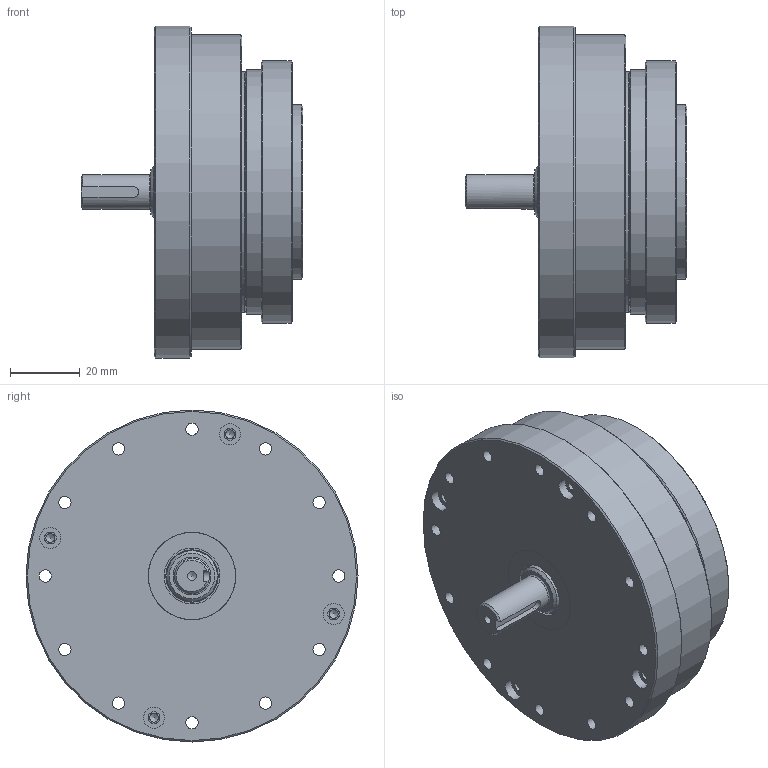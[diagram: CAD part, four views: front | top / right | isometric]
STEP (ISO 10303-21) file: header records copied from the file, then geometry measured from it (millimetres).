
FILE_DESCRIPTION(/* description */ ('STEP AP242','CAx-IF Rec.Pracs.---Representation and Presentation of Product Manufacturing Information (PMI)---4.0---2014-10-13','CAx-IF Rec.Pracs.---3D Tessellated Geometry---0.4---2014-09-14','2;1'),/* implementation_level */ '2;1');
FILE_NAME(/* name */ '6887765bbc425d248bb64bef',/* time_stamp */ '2025-07-28T13:08:44Z',/* author */ (''),/* organization */ (''),/* preprocessor_version */ 'ST-DEVELOPER v20',/* originating_system */ 'ONSHAPE BY PTC INC, 1.201',/* authorisation */ ' ');
FILE_SCHEMA (('AP242_MANAGED_MODEL_BASED_3D_ENGINEERING_MIM_LF { 1 0 10303 442 1 1 4 }'));
Length unit declared in the file: metre
Products named in the file (60): HS-20-IV; ?????619?8-2RS]_??; ??????61902-2RS]_??; ????25??15?5; O????-?55X?0.8_??; hexagon socket head cap screws gb_GB_FASTENER_SCREWS_HSHCS M3X8-N; circlips for shaft--type a large gb_GB_CONNECTING_PIECE_RING_RRA 15; ??2; ??????B?-28_??; ???; ??1; O????-?75X?18; ????????20-120 <1>; ????-STXB-20120-01; 20-120??????_?? <1>; 20-120??; 20????; ????-STRU-20-90-175X?90-V0 <1>; ????-??-?5; ??????-20-90-V0; ????-??-STRU-20-90-?175-V0; ??????-20-90-??-V0; ????-??-STRU-20-90; 20??; hexagon socket head cap screws gb_GB_FASTENER_SCREWS_HSHCS M2.5X8-C; ????-??-STRU-20-90-?175
Assembly tree (132 placements, depth 4):
  HS-20-IV
    ?????619?8-2RS]_??
    ?????619?8-2RS]_??
    ??????61902-2RS]_??
    ??????61902-2RS]_??
    ??????61902-2RS]_??
    ??????61902-2RS]_??
    ??????61902-2RS]_??
    ?????619?8-2RS]_??
    ????25??15?5
    ?????619?8-2RS]_??
    O????-?55X?0.8_??
    ?????619?8-2RS]_??
    ??????61902-2RS]_??
    hexagon socket head cap screws gb_GB_FASTENER_SCREWS_HSHCS M3X8-N  x4
    ??????61902-2RS]_??
    ??????61902-2RS]_??
    ??????61902-2RS]_??
    ??????61902-2RS]_??
    ??????61902-2RS]_??
    ??????61902-2RS]_??
    ??????61902-2RS]_??
    circlips for shaft--type a large gb_GB_CONNECTING_PIECE_RING_RRA 15
    ??????61902-2RS]_??
    ?????619?8-2RS]_??
    ??2
    ?????619?8-2RS]_??
    ?????619?8-2RS]_??
    ?????619?8-2RS]_??
    ??????B?-28_??
    ??????61902-2RS]_??
    ??????61902-2RS]_??
    ??????61902-2RS]_??
    ?????619?8-2RS]_??
    ?????619?8-2RS]_??
    ???
    ??????61902-2RS]_??
    ??1
    O????-?75X?18
    ????25??15?5
    ?????619?8-2RS]_??
    ?????619?8-2RS]_??
    ??????61902-2RS]_??
    ?????619?8-2RS]_??
    ????????20-120 <1>
      ????-STXB-20120-01
      ????-STXB-20120-01
      20-120??????_?? <1>
        20-120??
        20????
      ????-STRU-20-90-175X?90-V0 <1>
        ????-??-?5  x36
        ??????-20-90-V0  x18
        ????-??-STRU-20-90-?175-V0
        ??????-20-90-??-V0  x18
        ????-??-STRU-20-90
        20??
        ????-??-STRU-20-90
        hexagon socket head cap screws gb_GB_FASTENER_SCREWS_HSHCS M2.5X8-C
        ????-??-STRU-20-90-?175
Bounding box: 63.5 x 95 x 95 mm (x, y, z)
Volume: 169124.5 mm3; surface area: 132070.5 mm2
Topology: 129 solids, 129 shells, 1434 faces, 3177 edges, 1999 vertices
Faces by surface type: plane 620, cylinder 448, cone 171, sphere 122, torus 71, bspline 2
Full cylindrical faces by diameter (mm): 1.7 x2, 2 x2, 2.05 x1, 2.5 x28, 2.9 x1, 3 x4, 3.4 x12, 3.5 x72, 4.5 x1, 5 x37, 5.5 x4, 6 x12, 8 x2, 10 x1, 11.667 x2, 13 x1, 14.3 x1, 14.5 x1, 15 x6, 15.333 x2, 16 x1, 17 x1, 19 x2, 19.333 x2, 23 x1, 23.667 x2, 25 x2, 28 x3, 29.4 x1, 31 x2
Entity records: 25720 total; most frequent: CARTESIAN_POINT 5194, DIRECTION 4023, ORIENTED_EDGE 2950, AXIS2_PLACEMENT_3D 1925, FACE_BOUND 1526, EDGE_LOOP 1494, EDGE_CURVE 1475, VERTEX_POINT 1185
